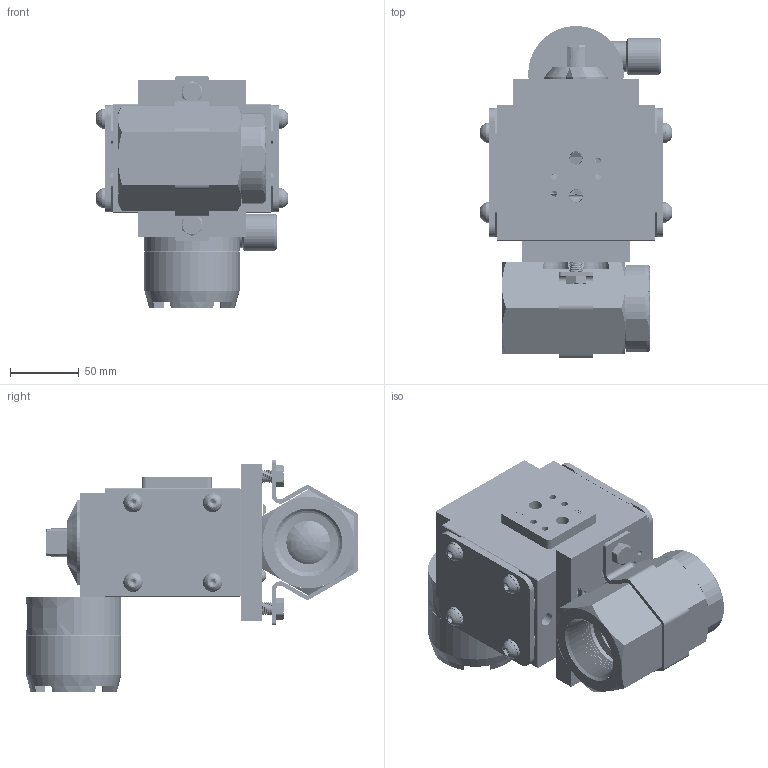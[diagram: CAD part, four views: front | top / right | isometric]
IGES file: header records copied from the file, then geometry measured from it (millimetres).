
Start section: SolidWorks IGES file using analytic representation for surfaces
Global section: file name: 82XXA522DLS.igs; native system: SolidWorks 2017; preprocessor: SolidWorks 2017; author: ryanm; date: 180604.080549; units: inch
Bounding box: 139.51 x 241.75 x 169.44 mm (x, y, z)
Surface area: 376603.2 mm2 (no closed solid volume)
Topology: 0 solids, 0 shells, 2290 faces, 39478 edges, 39386 vertices
Faces by surface type: revolution 1467, bspline 823
